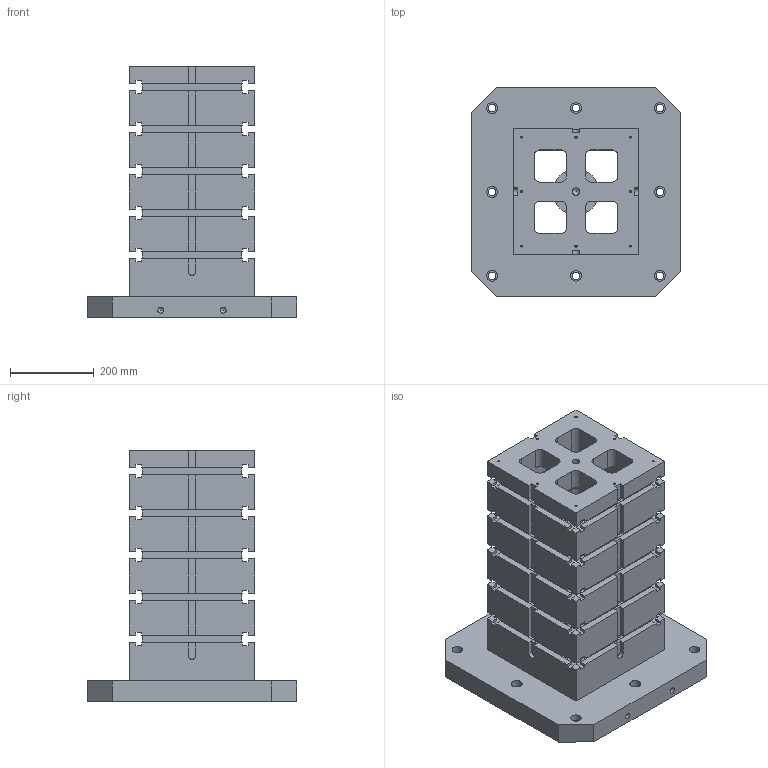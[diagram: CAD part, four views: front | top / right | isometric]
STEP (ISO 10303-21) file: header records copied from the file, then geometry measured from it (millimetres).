
FILE_DESCRIPTION( ( 'Unknown' ), '1' );
FILE_NAME( 'BP09-500500-0600-18.stp', 'Unknown', ( 'S.C.H' ), ( 'Unknown' ), 'XStep 1.0', 'Unknown', ' ' );
FILE_SCHEMA( ( 'CONFIG_CONTROL_DESIGN' ) );
Length unit declared in the file: millimetre
Products named in the file (1): 1
Bounding box: 500 x 500 x 600 mm (x, y, z)
Volume: 33489027.1 mm3; surface area: 2351782.4 mm2
Topology: 1 solids, 1 shells, 905 faces, 2416 edges, 1520 vertices
Faces by surface type: plane 645, cylinder 192, bspline 56, cone 12
Full cylindrical faces by diameter (mm): 5 x8, 14 x3, 17.5 x1, 18 x8, 26 x8
Entity records: 28394 total; most frequent: CARTESIAN_POINT 6134, ORIENTED_EDGE 4688, DIRECTION 4420, EDGE_CURVE 2344, LINE 1904, VECTOR 1904, VERTEX_POINT 1500, AXIS2_PLACEMENT_3D 1258
